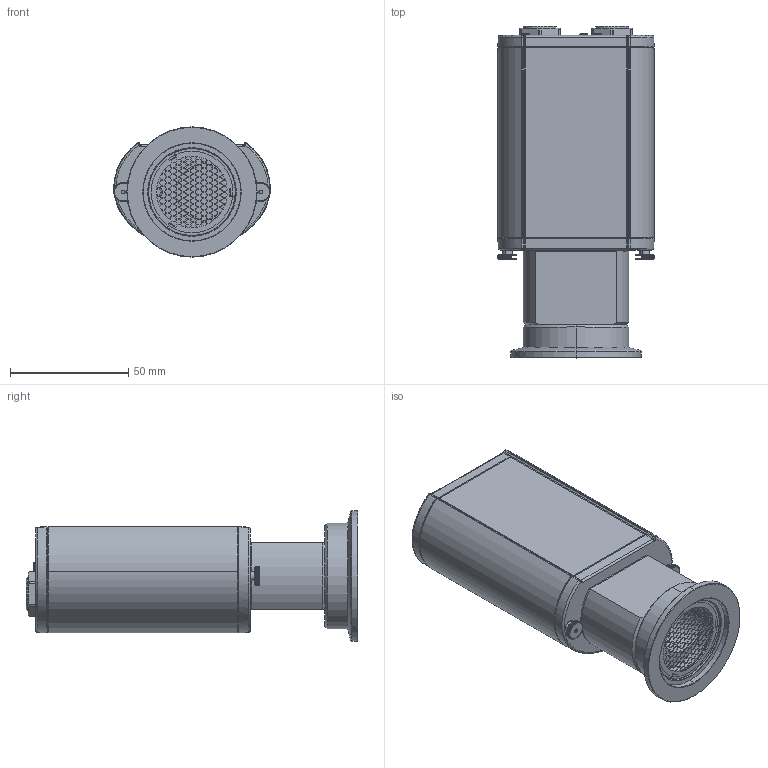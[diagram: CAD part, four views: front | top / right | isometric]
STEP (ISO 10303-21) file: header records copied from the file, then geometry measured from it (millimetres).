
FILE_DESCRIPTION (( 'STEP AP203' ), '1' );
FILE_NAME ('HPT_39_151.STEP', '2013-10-31T14:32:54', ( 'user8' ), ( '' ), 'SwSTEP 2.0', 'SolidWorks 2013', '' );
FILE_SCHEMA (( 'CONFIG_CONTROL_DESIGN' ));
Length unit declared in the file: millimetre
Products named in the file (1): HPT_39_151
Bounding box: 66 x 140.1 x 55 mm (x, y, z)
Surface area: 44185 mm2 (no closed solid volume)
Topology: 0 solids, 30 shells, 912 faces, 4936 edges, 3968 vertices
Faces by surface type: plane 611, cylinder 144, cone 68, bspline 51, torus 38
Entity records: 52813 total; most frequent: CARTESIAN_POINT 17132, DIRECTION 6636, ORIENTED_EDGE 6533, EDGE_CURVE 4932, VERTEX_POINT 3968, VECTOR 2612, LINE 2612, AXIS2_PLACEMENT_3D 2012
